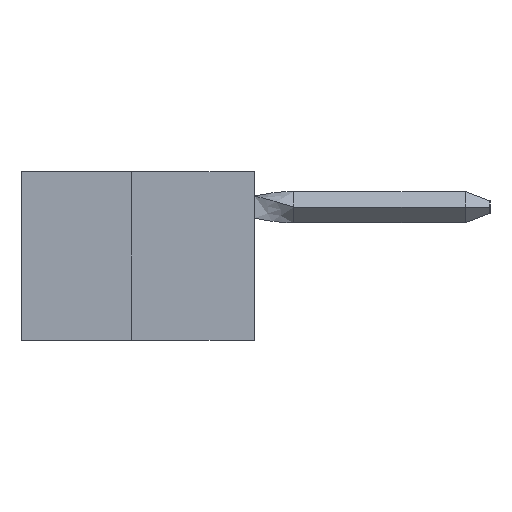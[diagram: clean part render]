
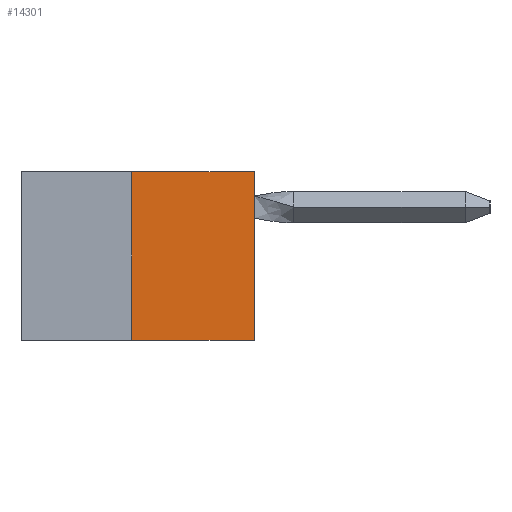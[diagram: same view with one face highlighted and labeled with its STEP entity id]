
A CAD part, left-side view. The second image highlights one B-rep face of the part: STEP entity #14301.
In plain terms, the highlighted planar face has unit normal (-1, 0, 0).
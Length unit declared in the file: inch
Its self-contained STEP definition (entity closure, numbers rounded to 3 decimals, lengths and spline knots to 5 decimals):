
#992 = DIRECTION ( 'NONE',  ( 0., -1., 0. ) ) ;
#2115 = CARTESIAN_POINT ( 'NONE',  ( 0., 0.473, 0. ) ) ;
#2463 = CARTESIAN_POINT ( 'NONE',  ( 0., 0., 0. ) ) ;
#3089 = FACE_OUTER_BOUND ( 'NONE', #28799, .T. ) ;
#3217 = CARTESIAN_POINT ( 'NONE',  ( 0., 0.473, 0. ) ) ;
#4470 = DIRECTION ( 'NONE',  ( 0., 0., 1. ) ) ;
#6082 = VERTEX_POINT ( 'NONE', #25764 ) ;
#6139 = AXIS2_PLACEMENT_3D ( 'NONE', #2115, #6890, #26348 ) ;
#6449 = ORIENTED_EDGE ( 'NONE', *, *, #18936, .T. ) ;
#6738 = VECTOR ( 'NONE', #992, 39.37008 ) ;
#6890 = DIRECTION ( 'NONE',  ( 1., 0., 0. ) ) ;
#7768 = ORIENTED_EDGE ( 'NONE', *, *, #8944, .F. ) ;
#8944 = EDGE_CURVE ( 'NONE', #19624, #14064, #13708, .T. ) ;
#11340 = ORIENTED_EDGE ( 'NONE', *, *, #23026, .F. ) ;
#11387 = LINE ( 'NONE', #13169, #6738 ) ;
#11981 = LINE ( 'NONE', #2463, #16548 ) ;
#13169 = CARTESIAN_POINT ( 'NONE',  ( 0., 0.473, -0.343 ) ) ;
#13350 = DIRECTION ( 'NONE',  ( 0., -1., 0. ) ) ;
#13708 = LINE ( 'NONE', #26636, #30868 ) ;
#14064 = VERTEX_POINT ( 'NONE', #22928 ) ;
#14148 = DIRECTION ( 'NONE',  ( 0., 0., 1. ) ) ;
#14255 = ORIENTED_EDGE ( 'NONE', *, *, #15977, .T. ) ;
#14301 = ADVANCED_FACE ( 'NONE', ( #3089 ), #31445, .F. ) ;
#15977 = EDGE_CURVE ( 'NONE', #19624, #17568, #11387, .T. ) ;
#16548 = VECTOR ( 'NONE', #4470, 39.37008 ) ;
#16886 = VECTOR ( 'NONE', #13350, 39.37008 ) ;
#17568 = VERTEX_POINT ( 'NONE', #18439 ) ;
#18439 = CARTESIAN_POINT ( 'NONE',  ( 0., 0., -0.343 ) ) ;
#18936 = EDGE_CURVE ( 'NONE', #17568, #6082, #11981, .T. ) ;
#19624 = VERTEX_POINT ( 'NONE', #22151 ) ;
#22151 = CARTESIAN_POINT ( 'NONE',  ( 0., 0.25, -0.343 ) ) ;
#22928 = CARTESIAN_POINT ( 'NONE',  ( 0., 0.25, 0. ) ) ;
#23026 = EDGE_CURVE ( 'NONE', #14064, #6082, #30248, .T. ) ;
#25764 = CARTESIAN_POINT ( 'NONE',  ( 0., 0., 0. ) ) ;
#26348 = DIRECTION ( 'NONE',  ( 0., 0., -1. ) ) ;
#26636 = CARTESIAN_POINT ( 'NONE',  ( 0., 0.25, 0. ) ) ;
#28799 = EDGE_LOOP ( 'NONE', ( #11340, #7768, #14255, #6449 ) ) ;
#30248 = LINE ( 'NONE', #3217, #16886 ) ;
#30868 = VECTOR ( 'NONE', #14148, 39.37008 ) ;
#31445 = PLANE ( 'NONE',  #6139 ) ;
